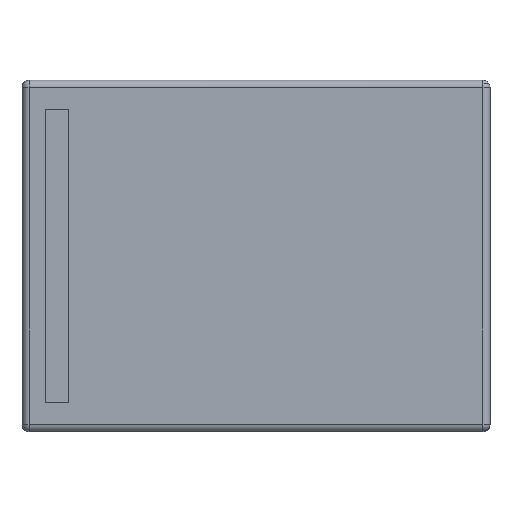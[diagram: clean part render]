
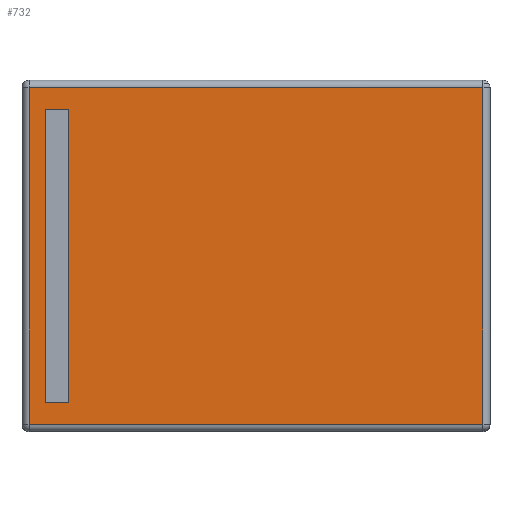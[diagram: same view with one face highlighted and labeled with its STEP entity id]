
A CAD part, top view. The second image highlights one B-rep face of the part: STEP entity #732.
In plain terms, the highlighted planar face has unit normal (0, 0, 1).
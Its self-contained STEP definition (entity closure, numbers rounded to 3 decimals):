
#275=CARTESIAN_POINT('',(9.7,7.2,10.));
#276=VERTEX_POINT('',#275);
#311=CARTESIAN_POINT('',(9.7,-7.2,10.));
#312=VERTEX_POINT('',#311);
#355=CARTESIAN_POINT('',(-9.7,7.2,10.));
#356=VERTEX_POINT('',#355);
#381=CARTESIAN_POINT('',(-9.7,-7.2,10.));
#382=VERTEX_POINT('',#381);
#422=CARTESIAN_POINT('',(-9.7,-7.2,10.));
#423=DIRECTION('',(0.0,1.0,0.0));
#424=VECTOR('',#423,14.4);
#425=LINE('',#422,#424);
#426=EDGE_CURVE('',#382,#356,#425,.T.);
#476=CARTESIAN_POINT('',(9.7,-7.2,10.));
#477=DIRECTION('',(-1.0,0.0,0.0));
#478=VECTOR('',#477,19.4);
#479=LINE('',#476,#478);
#480=EDGE_CURVE('',#312,#382,#479,.T.);
#531=CARTESIAN_POINT('',(-9.7,7.2,10.));
#532=DIRECTION('',(1.0,0.0,0.0));
#533=VECTOR('',#532,19.4);
#534=LINE('',#531,#533);
#535=EDGE_CURVE('',#356,#276,#534,.T.);
#585=CARTESIAN_POINT('',(9.7,7.2,10.));
#586=DIRECTION('',(0.0,-1.0,0.0));
#587=VECTOR('',#586,14.4);
#588=LINE('',#585,#587);
#589=EDGE_CURVE('',#276,#312,#588,.T.);
#687=CARTESIAN_POINT('',(0.,0.0,10.));
#688=DIRECTION('',(0.0,0.0,1.0));
#689=DIRECTION('',(1.0,0.0,0.0));
#690=AXIS2_PLACEMENT_3D('',#687,#688,#689);
#691=PLANE('',#690);
#692=ORIENTED_EDGE('',*,*,#426,.F.);
#693=ORIENTED_EDGE('',*,*,#480,.F.);
#694=ORIENTED_EDGE('',*,*,#589,.F.);
#695=ORIENTED_EDGE('',*,*,#535,.F.);
#696=EDGE_LOOP('',(#692,#693,#694,#695));
#697=FACE_OUTER_BOUND('',#696,.T.);
#698=CARTESIAN_POINT('',(-8.0,-6.25,10.0));
#699=VERTEX_POINT('',#698);
#700=CARTESIAN_POINT('',(-9.0,-6.25,10.0));
#701=VERTEX_POINT('',#700);
#702=CARTESIAN_POINT('',(-8.0,-6.25,10.));
#703=DIRECTION('',(-1.0,0.0,0.0));
#704=VECTOR('',#703,1.0);
#705=LINE('',#702,#704);
#706=EDGE_CURVE('',#699,#701,#705,.T.);
#707=ORIENTED_EDGE('',*,*,#706,.T.);
#708=CARTESIAN_POINT('',(-9.0,6.25,10.0));
#709=VERTEX_POINT('',#708);
#710=CARTESIAN_POINT('',(-9.0,-6.25,10.));
#711=DIRECTION('',(0.0,1.0,0.0));
#712=VECTOR('',#711,12.5);
#713=LINE('',#710,#712);
#714=EDGE_CURVE('',#701,#709,#713,.T.);
#715=ORIENTED_EDGE('',*,*,#714,.T.);
#716=CARTESIAN_POINT('',(-8.0,6.25,10.0));
#717=VERTEX_POINT('',#716);
#718=CARTESIAN_POINT('',(-9.0,6.25,10.));
#719=DIRECTION('',(1.0,0.0,0.0));
#720=VECTOR('',#719,1.0);
#721=LINE('',#718,#720);
#722=EDGE_CURVE('',#709,#717,#721,.T.);
#723=ORIENTED_EDGE('',*,*,#722,.T.);
#724=CARTESIAN_POINT('',(-8.0,6.25,10.));
#725=DIRECTION('',(0.0,-1.0,0.0));
#726=VECTOR('',#725,12.5);
#727=LINE('',#724,#726);
#728=EDGE_CURVE('',#717,#699,#727,.T.);
#729=ORIENTED_EDGE('',*,*,#728,.T.);
#730=EDGE_LOOP('',(#707,#715,#723,#729));
#731=FACE_BOUND('',#730,.T.);
#732=ADVANCED_FACE('',(#697,#731),#691,.T.);
